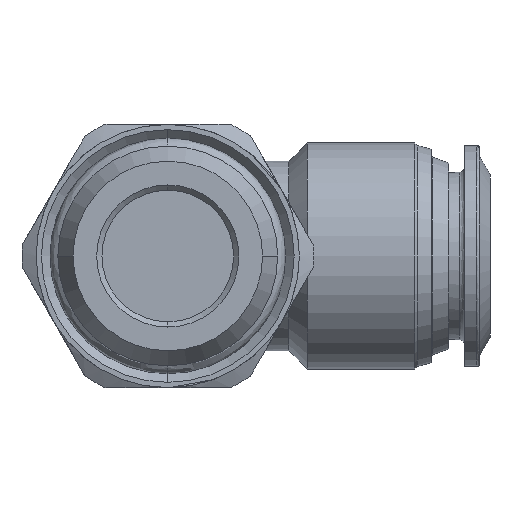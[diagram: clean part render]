
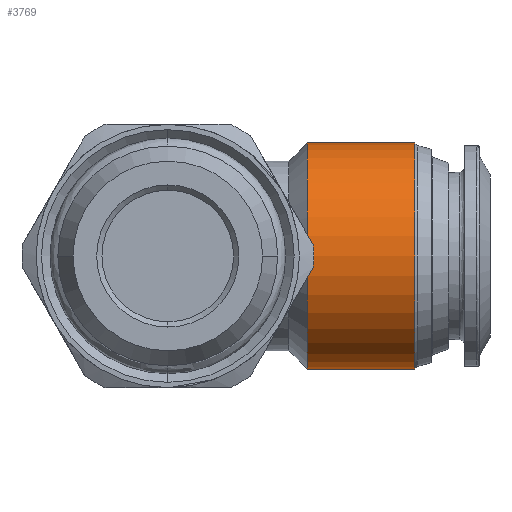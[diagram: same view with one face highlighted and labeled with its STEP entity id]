
A CAD part, front view. The second image highlights one B-rep face of the part: STEP entity #3769.
In plain terms, the highlighted cylindrical face has radius 10.75 mm (diameter 21.5 mm), a partial arc.
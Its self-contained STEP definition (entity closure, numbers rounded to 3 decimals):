
#735 = DIRECTION ( 'NONE',  ( 1., 0., 0. ) ) ;
#1023 = VECTOR ( 'NONE', #4477, 1000. ) ;
#1024 = VECTOR ( 'NONE', #5795, 1000. ) ;
#1221 = CARTESIAN_POINT ( 'NONE',  ( 23.448, 0., 10.75 ) ) ;
#1468 = CARTESIAN_POINT ( 'NONE',  ( 23.448, 0., -10.75 ) ) ;
#1721 = VERTEX_POINT ( 'NONE', #3965 ) ;
#1734 = EDGE_CURVE ( 'NONE', #3549, #1721, #4828, .T. ) ;
#1942 = AXIS2_PLACEMENT_3D ( 'NONE', #3762, #735, #2245 ) ;
#2092 = DIRECTION ( 'NONE',  ( 0., 0., 1. ) ) ;
#2101 = CYLINDRICAL_SURFACE ( 'NONE', #6159, 10.75 ) ;
#2245 = DIRECTION ( 'NONE',  ( 0., 0., 1. ) ) ;
#2404 = CARTESIAN_POINT ( 'NONE',  ( 23.448, 0., -10.75 ) ) ;
#2460 = DIRECTION ( 'NONE',  ( 0., 0., -1. ) ) ;
#2622 = CIRCLE ( 'NONE', #1942, 10.75 ) ;
#2704 = LINE ( 'NONE', #1221, #1024 ) ;
#2925 = EDGE_LOOP ( 'NONE', ( #5052, #5082, #2983, #3233 ) ) ;
#2983 = ORIENTED_EDGE ( 'NONE', *, *, #4219, .T. ) ;
#3088 = CIRCLE ( 'NONE', #4635, 10.75 ) ;
#3233 = ORIENTED_EDGE ( 'NONE', *, *, #4827, .T. ) ;
#3448 = DIRECTION ( 'NONE',  ( 1., 0., 0. ) ) ;
#3549 = VERTEX_POINT ( 'NONE', #1468 ) ;
#3762 = CARTESIAN_POINT ( 'NONE',  ( 23.448, 0., 0. ) ) ;
#3769 = ADVANCED_FACE ( 'NONE', ( #4877 ), #2101, .T. ) ;
#3965 = CARTESIAN_POINT ( 'NONE',  ( 13.25, 0., -10.75 ) ) ;
#4219 = EDGE_CURVE ( 'NONE', #5754, #6314, #2704, .T. ) ;
#4426 = CARTESIAN_POINT ( 'NONE',  ( 13.25, 0., 10.75 ) ) ;
#4477 = DIRECTION ( 'NONE',  ( -1., 0., 0. ) ) ;
#4635 = AXIS2_PLACEMENT_3D ( 'NONE', #5539, #3448, #2460 ) ;
#4827 = EDGE_CURVE ( 'NONE', #6314, #1721, #3088, .T. ) ;
#4828 = LINE ( 'NONE', #2404, #1023 ) ;
#4877 = FACE_OUTER_BOUND ( 'NONE', #2925, .T. ) ;
#5052 = ORIENTED_EDGE ( 'NONE', *, *, #1734, .F. ) ;
#5082 = ORIENTED_EDGE ( 'NONE', *, *, #6493, .F. ) ;
#5183 = DIRECTION ( 'NONE',  ( -1., 0., 0. ) ) ;
#5539 = CARTESIAN_POINT ( 'NONE',  ( 13.25, 0., 0. ) ) ;
#5643 = CARTESIAN_POINT ( 'NONE',  ( 23.448, 0., 0. ) ) ;
#5754 = VERTEX_POINT ( 'NONE', #5876 ) ;
#5795 = DIRECTION ( 'NONE',  ( -1., 0., 0. ) ) ;
#5876 = CARTESIAN_POINT ( 'NONE',  ( 23.448, 0., 10.75 ) ) ;
#6159 = AXIS2_PLACEMENT_3D ( 'NONE', #5643, #5183, #2092 ) ;
#6314 = VERTEX_POINT ( 'NONE', #4426 ) ;
#6493 = EDGE_CURVE ( 'NONE', #5754, #3549, #2622, .T. ) ;
